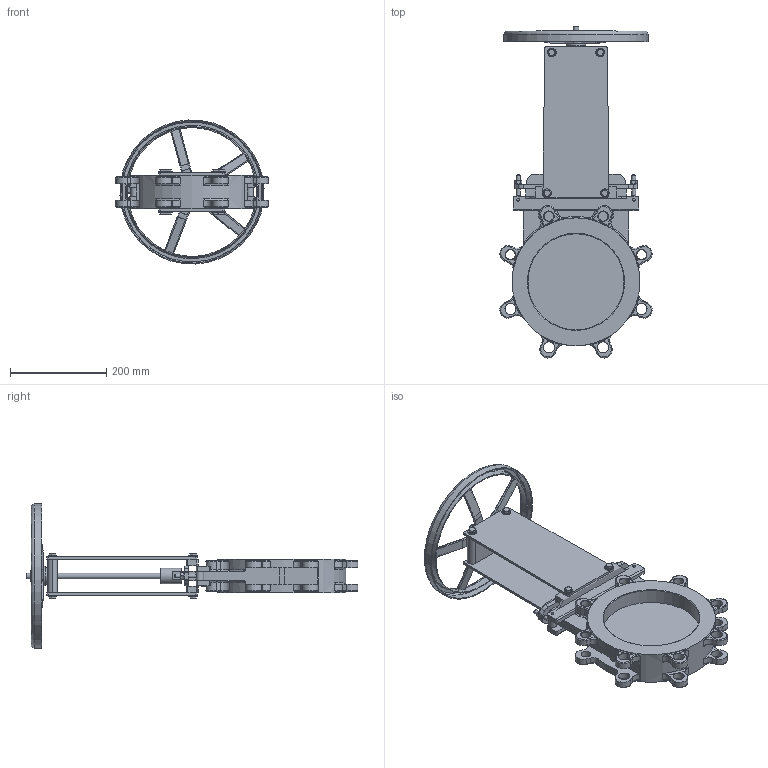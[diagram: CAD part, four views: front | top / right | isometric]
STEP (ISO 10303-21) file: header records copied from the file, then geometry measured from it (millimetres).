
FILE_DESCRIPTION(/* description */ (''),/* implementation_level */ '2;1');
FILE_NAME(/* name */ 'DN200_3D_STEP.stp',/* time_stamp */ '2025-12-01T08:13:53+03:00',/* author */ ('igorr'),/* organization */ (''),/* preprocessor_version */ 'ST-DEVELOPER v20',/* originating_system */ 'Autodesk Inventor 2025',/* authorisation */ '');
FILE_SCHEMA (('AUTOMOTIVE_DESIGN { 1 0 10303 214 3 1 1 }'));
Length unit declared in the file: millimetre
Products named in the file (8): Сборка; Деталь; Деталь1; AS 1110 - M4 x 8; AS 1112 - M8  Тип 8; AS 1252 - M12; AS 1237 - 10; AS 1110 - M8 x 12
Assembly tree (23 placements, depth 2):
  Сборка
    Деталь
    Деталь1
    AS 1110 - M4 x 8  x2
    AS 1112 - M8  Тип 8  x2
    AS 1252 - M12
    AS 1237 - 10  x8
    AS 1110 - M8 x 12  x8
Bounding box: 316.65 x 690.33 x 299.57 mm (x, y, z)
Volume: 3537271.3 mm3; surface area: 739014.3 mm2
Topology: 23 solids, 23 shells, 1112 faces, 2709 edges, 1644 vertices
Faces by surface type: plane 491, cylinder 288, cone 125, torus 118, bspline 90
Full cylindrical faces by diameter (mm): 4 x2, 6 x4, 6.647 x2, 7 x2, 8 x12, 10 x8, 10.106 x1, 10.5 x8, 12 x2, 13 x8, 16 x2, 18 x8, 20 x8, 21 x1, 23 x8, 25 x1, 32.164 x1, 35 x1, 36 x1, 40 x1, 200 x2, 266 x1, 267.828 x1, 271.828 x1, 296 x1, 300 x1
Entity records: 30426 total; most frequent: CARTESIAN_POINT 8616, ORIENTED_EDGE 4358, DIRECTION 4347, EDGE_CURVE 2179, AXIS2_PLACEMENT_3D 1670, VERTEX_POINT 1347, LINE 1007, VECTOR 1007
